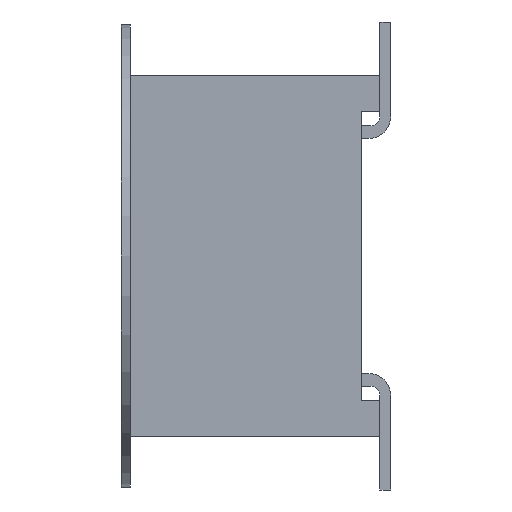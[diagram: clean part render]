
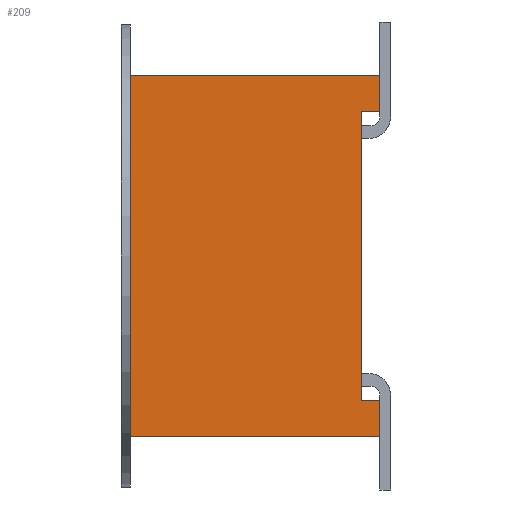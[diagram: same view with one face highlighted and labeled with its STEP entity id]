
A CAD part, left-side view. The second image highlights one B-rep face of the part: STEP entity #209.
In plain terms, the highlighted planar face has unit normal (-1, 0, 0).
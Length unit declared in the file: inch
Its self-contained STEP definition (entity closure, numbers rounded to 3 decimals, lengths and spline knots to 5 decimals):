
#209 = ADVANCED_FACE( '', ( #1404 ), #1405, .F. );
#1404 = FACE_OUTER_BOUND( '', #3923, .T. );
#1405 = PLANE( '', #3924 );
#3923 = EDGE_LOOP( '', ( #6576, #6577, #6578, #6579, #6580, #6581, #6582, #6583 ) );
#3924 = AXIS2_PLACEMENT_3D( '', #6584, #6585, #6586 );
#6576 = ORIENTED_EDGE( '', *, *, #16273, .T. );
#6577 = ORIENTED_EDGE( '', *, *, #16443, .T. );
#6578 = ORIENTED_EDGE( '', *, *, #16444, .F. );
#6579 = ORIENTED_EDGE( '', *, *, #16445, .F. );
#6580 = ORIENTED_EDGE( '', *, *, #16446, .T. );
#6581 = ORIENTED_EDGE( '', *, *, #16447, .T. );
#6582 = ORIENTED_EDGE( '', *, *, #16277, .T. );
#6583 = ORIENTED_EDGE( '', *, *, #16441, .T. );
#6584 = CARTESIAN_POINT( '', ( -1., 0.138, -0.1 ) );
#6585 = DIRECTION( '', ( 1., 0., 0. ) );
#6586 = DIRECTION( '', ( 0., 0., -1. ) );
#16273 = EDGE_CURVE( '', #19487, #19488, #19489, .T. );
#16277 = EDGE_CURVE( '', #19495, #19496, #19497, .T. );
#16441 = EDGE_CURVE( '', #19496, #19487, #19823, .T. );
#16443 = EDGE_CURVE( '', #19488, #19825, #19826, .T. );
#16444 = EDGE_CURVE( '', #19827, #19825, #19828, .T. );
#16445 = EDGE_CURVE( '', #19829, #19827, #19830, .T. );
#16446 = EDGE_CURVE( '', #19829, #19831, #19832, .T. );
#16447 = EDGE_CURVE( '', #19831, #19495, #19833, .T. );
#19487 = VERTEX_POINT( '', #24791 );
#19488 = VERTEX_POINT( '', #24792 );
#19489 = LINE( '', #24793, #24794 );
#19495 = VERTEX_POINT( '', #24803 );
#19496 = VERTEX_POINT( '', #24804 );
#19497 = LINE( '', #24805, #24806 );
#19823 = LINE( '', #25295, #25296 );
#19825 = VERTEX_POINT( '', #25299 );
#19826 = LINE( '', #25300, #25301 );
#19827 = VERTEX_POINT( '', #25302 );
#19828 = LINE( '', #25303, #25304 );
#19829 = VERTEX_POINT( '', #25305 );
#19830 = LINE( '', #25306, #25307 );
#19831 = VERTEX_POINT( '', #25308 );
#19832 = LINE( '', #25309, #25310 );
#19833 = LINE( '', #25311, #25312 );
#24791 = CARTESIAN_POINT( '', ( -1., 0.01, 0.08 ) );
#24792 = CARTESIAN_POINT( '', ( -1., 0., 0.08 ) );
#24793 = CARTESIAN_POINT( '', ( -1., 0.01, 0.08 ) );
#24794 = VECTOR( '', #33147, 39.37008 );
#24803 = CARTESIAN_POINT( '', ( -1., 0., -0.08 ) );
#24804 = CARTESIAN_POINT( '', ( -1., 0.01, -0.08 ) );
#24805 = CARTESIAN_POINT( '', ( -1., 0., -0.08 ) );
#24806 = VECTOR( '', #33151, 39.37008 );
#25295 = CARTESIAN_POINT( '', ( -1., 0.01, -0.08 ) );
#25296 = VECTOR( '', #33315, 39.37008 );
#25299 = CARTESIAN_POINT( '', ( -1., 0., 0.1 ) );
#25300 = CARTESIAN_POINT( '', ( -1., 0., -0.1 ) );
#25301 = VECTOR( '', #33317, 39.37008 );
#25302 = CARTESIAN_POINT( '', ( -1., 0.138, 0.1 ) );
#25303 = CARTESIAN_POINT( '', ( -1., 0.138, 0.1 ) );
#25304 = VECTOR( '', #33318, 39.37008 );
#25305 = CARTESIAN_POINT( '', ( -1., 0.138, -0.1 ) );
#25306 = CARTESIAN_POINT( '', ( -1., 0.138, -0.1 ) );
#25307 = VECTOR( '', #33319, 39.37008 );
#25308 = CARTESIAN_POINT( '', ( -1., 0., -0.1 ) );
#25309 = CARTESIAN_POINT( '', ( -1., 0.138, -0.1 ) );
#25310 = VECTOR( '', #33320, 39.37008 );
#25311 = CARTESIAN_POINT( '', ( -1., 0., -0.1 ) );
#25312 = VECTOR( '', #33321, 39.37008 );
#33147 = DIRECTION( '', ( 0., -1., 0. ) );
#33151 = DIRECTION( '', ( 0., 1., 0. ) );
#33315 = DIRECTION( '', ( 0., 0., 1. ) );
#33317 = DIRECTION( '', ( 0., 0., 1. ) );
#33318 = DIRECTION( '', ( 0., -1., 0. ) );
#33319 = DIRECTION( '', ( 0., 0., 1. ) );
#33320 = DIRECTION( '', ( 0., -1., 0. ) );
#33321 = DIRECTION( '', ( 0., 0., 1. ) );
